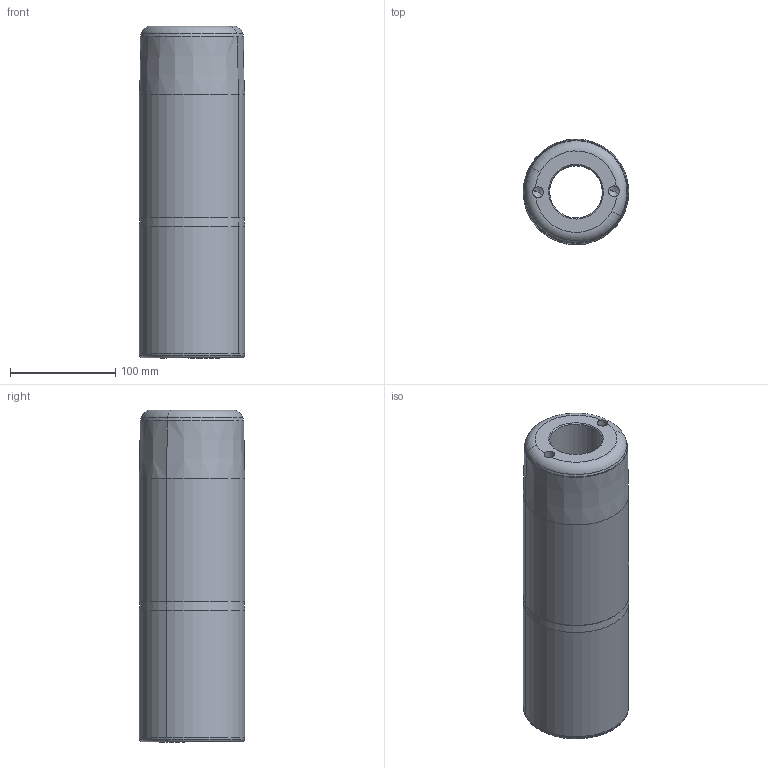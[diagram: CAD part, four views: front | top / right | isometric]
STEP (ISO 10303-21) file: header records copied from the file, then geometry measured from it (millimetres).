
FILE_DESCRIPTION(('CATIA V5 STEP Exchange'),'2;1');
FILE_NAME('RDCO106T.stp','2017-10-27T13:20:43+00:00',('none'),('none'),'CATIA Version 5 Release 19 GA (IN-10)','CATIA V5 STEP AP203','none');
FILE_SCHEMA(('CONFIG_CONTROL_DESIGN'));
Length unit declared in the file: millimetre
Products named in the file (1): RDCO106T.100315
Bounding box: 99.97 x 99.97 x 315 mm (x, y, z)
Volume: 1830564.7 mm3; surface area: 159684.6 mm2
Topology: 1 solids, 1 shells, 35 faces, 83 edges, 51 vertices
Faces by surface type: cone 16, cylinder 10, torus 6, plane 3
Entity records: 949 total; most frequent: CARTESIAN_POINT 184, ORIENTED_EDGE 152, DIRECTION 121, EDGE_CURVE 76, AXIS2_PLACEMENT_3D 70, CIRCLE 46, VERTEX_POINT 44, EDGE_LOOP 38
